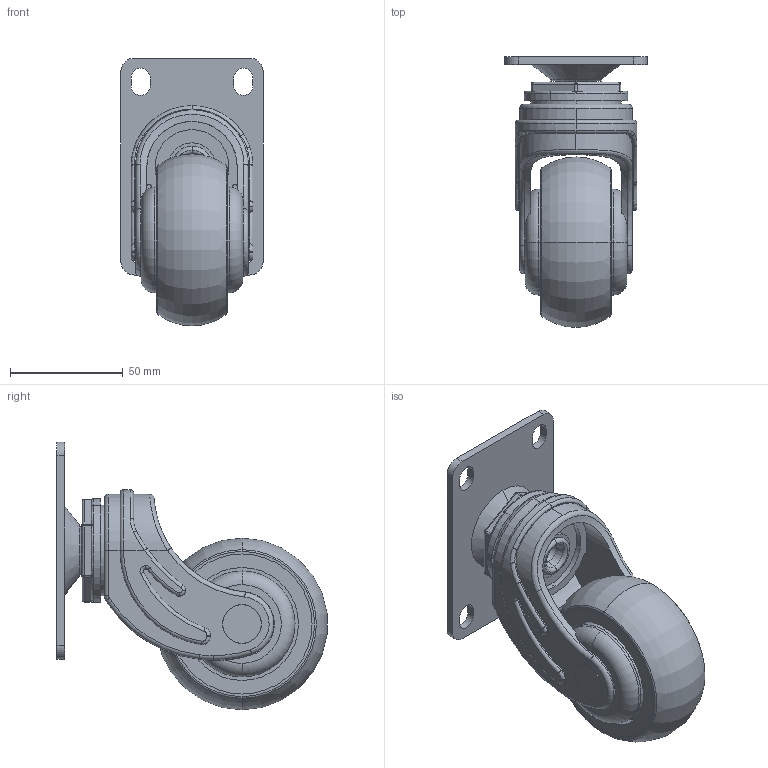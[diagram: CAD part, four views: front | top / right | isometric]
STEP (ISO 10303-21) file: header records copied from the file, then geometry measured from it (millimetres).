
FILE_DESCRIPTION (( 'STEP AP203' ), '1' );
FILE_NAME ('02. ACMC-76SF.STEP', '2020-02-19T02:15:48', ( '' ), ( '' ), 'SwSTEP 2.0', 'SolidWorks 2019', '' );
FILE_SCHEMA (( 'CONFIG_CONTROL_DESIGN' ));
Length unit declared in the file: millimetre
Products named in the file (5): ACMC-76 NON BRAKE FRAME; ACMC-76 F TOP PLATE; ACMC-76 F TOP PLATE COVER; ACMC-76 WHEEL; 02. ACMC-76SF
Assembly tree (4 placements, depth 2):
  02. ACMC-76SF
    ACMC-76 NON BRAKE FRAME
    ACMC-76 F TOP PLATE
    ACMC-76 F TOP PLATE COVER
    ACMC-76 WHEEL
Bounding box: 63 x 119.72 x 118.5 mm (x, y, z)
Volume: 237951.2 mm3; surface area: 59485.4 mm2
Topology: 4 solids, 4 shells, 285 faces, 679 edges, 419 vertices
Faces by surface type: cylinder 115, plane 82, torus 61, cone 16, sphere 6, bspline 5
Entity records: 9525 total; most frequent: CARTESIAN_POINT 2227, DIRECTION 1572, ORIENTED_EDGE 1346, EDGE_CURVE 673, AXIS2_PLACEMENT_3D 669, VERTEX_POINT 419, CIRCLE 382, EDGE_LOOP 316
